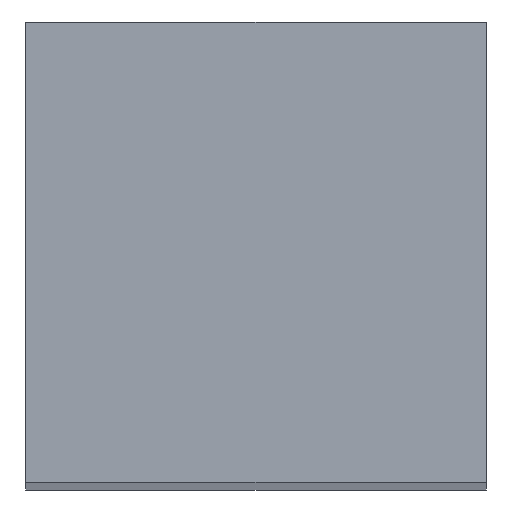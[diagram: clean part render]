
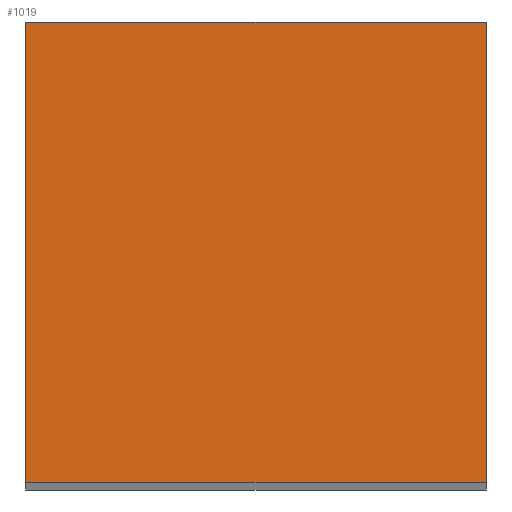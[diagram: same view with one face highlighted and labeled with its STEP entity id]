
A CAD part, top view. The second image highlights one B-rep face of the part: STEP entity #1019.
In plain terms, the highlighted planar face has unit normal (0, 0, 1).
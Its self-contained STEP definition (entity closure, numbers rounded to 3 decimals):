
#27 = ORIENTED_EDGE ( 'NONE', *, *, #376, .T. ) ;
#36 = LINE ( 'NONE', #998, #1303 ) ;
#67 = ORIENTED_EDGE ( 'NONE', *, *, #1228, .T. ) ;
#78 = FACE_OUTER_BOUND ( 'NONE', #1179, .T. ) ;
#81 = VERTEX_POINT ( 'NONE', #1688 ) ;
#108 = VECTOR ( 'NONE', #712, 1000. ) ;
#201 = CARTESIAN_POINT ( 'NONE',  ( 0., 0., 280. ) ) ;
#215 = DIRECTION ( 'NONE',  ( -1., 0., 0. ) ) ;
#226 = CARTESIAN_POINT ( 'NONE',  ( 0., 0., 280. ) ) ;
#314 = CARTESIAN_POINT ( 'NONE',  ( 30., 0., 280. ) ) ;
#376 = EDGE_CURVE ( 'NONE', #1713, #969, #1393, .T. ) ;
#432 = CARTESIAN_POINT ( 'NONE',  ( 0., 30., 280. ) ) ;
#594 = LINE ( 'NONE', #314, #108 ) ;
#704 = VECTOR ( 'NONE', #1126, 1000. ) ;
#712 = DIRECTION ( 'NONE',  ( 0., 1., 0. ) ) ;
#734 = EDGE_CURVE ( 'NONE', #1326, #81, #594, .T. ) ;
#767 = DIRECTION ( 'NONE',  ( 0., 0., -1. ) ) ;
#830 = EDGE_CURVE ( 'NONE', #969, #1326, #36, .T. ) ;
#914 = CARTESIAN_POINT ( 'NONE',  ( 30., 0., 280. ) ) ;
#969 = VERTEX_POINT ( 'NONE', #1053 ) ;
#998 = CARTESIAN_POINT ( 'NONE',  ( 0., 0., 280. ) ) ;
#1019 = ADVANCED_FACE ( 'NONE', ( #78 ), #1293, .F. ) ;
#1053 = CARTESIAN_POINT ( 'NONE',  ( 0., 0., 280. ) ) ;
#1126 = DIRECTION ( 'NONE',  ( -1., 0., 0. ) ) ;
#1179 = EDGE_LOOP ( 'NONE', ( #27, #1401, #1488, #67 ) ) ;
#1228 = EDGE_CURVE ( 'NONE', #81, #1713, #1413, .T. ) ;
#1293 = PLANE ( 'NONE',  #1617 ) ;
#1302 = VECTOR ( 'NONE', #1402, 1000. ) ;
#1303 = VECTOR ( 'NONE', #1417, 1000. ) ;
#1326 = VERTEX_POINT ( 'NONE', #914 ) ;
#1393 = LINE ( 'NONE', #201, #1302 ) ;
#1401 = ORIENTED_EDGE ( 'NONE', *, *, #830, .T. ) ;
#1402 = DIRECTION ( 'NONE',  ( 0., -1., 0. ) ) ;
#1413 = LINE ( 'NONE', #1527, #704 ) ;
#1417 = DIRECTION ( 'NONE',  ( 1., 0., 0. ) ) ;
#1488 = ORIENTED_EDGE ( 'NONE', *, *, #734, .T. ) ;
#1527 = CARTESIAN_POINT ( 'NONE',  ( 0., 30., 280. ) ) ;
#1617 = AXIS2_PLACEMENT_3D ( 'NONE', #226, #767, #215 ) ;
#1688 = CARTESIAN_POINT ( 'NONE',  ( 30., 30., 280. ) ) ;
#1713 = VERTEX_POINT ( 'NONE', #432 ) ;
